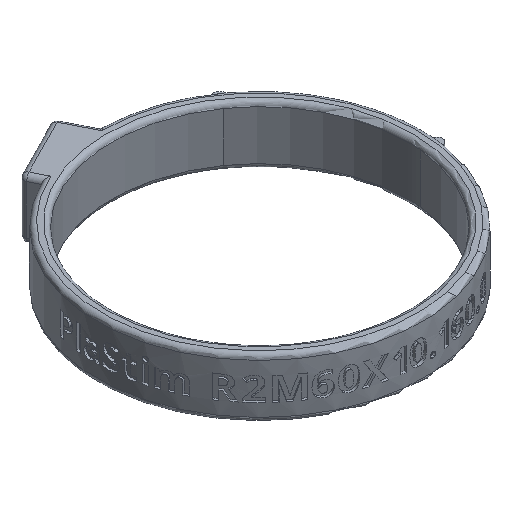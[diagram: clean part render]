
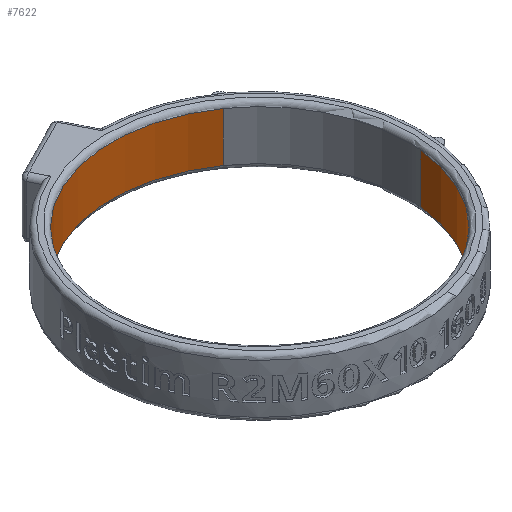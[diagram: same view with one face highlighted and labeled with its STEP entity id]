
A CAD part, isometric view. The second image highlights one B-rep face of the part: STEP entity #7622.
In plain terms, the highlighted cylindrical face has radius 30 mm (diameter 60 mm), a partial arc.
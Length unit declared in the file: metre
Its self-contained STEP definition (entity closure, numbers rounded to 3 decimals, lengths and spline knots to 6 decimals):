
#771=CYLINDRICAL_SURFACE('',#8108,0.03);
#866=CIRCLE('',#8103,0.03);
#869=CIRCLE('',#8107,0.03);
#1046=ORIENTED_EDGE('',*,*,#3461,.T.);
#1047=ORIENTED_EDGE('',*,*,#3470,.T.);
#1048=ORIENTED_EDGE('',*,*,#3468,.F.);
#1049=ORIENTED_EDGE('',*,*,#3471,.F.);
#3461=EDGE_CURVE('',#4671,#4673,#866,.T.);
#3468=EDGE_CURVE('',#4680,#4681,#869,.T.);
#3470=EDGE_CURVE('',#4673,#4681,#5474,.T.);
#3471=EDGE_CURVE('',#4671,#4680,#5475,.T.);
#4671=VERTEX_POINT('',#10079);
#4673=VERTEX_POINT('',#10083);
#4680=VERTEX_POINT('',#10098);
#4681=VERTEX_POINT('',#10100);
#5474=LINE('',#10103,#5975);
#5475=LINE('',#10104,#5976);
#5975=VECTOR('',#8618,1.);
#5976=VECTOR('',#8619,1.);
#6470=EDGE_LOOP('',(#1046,#1047,#1048,#1049));
#6972=FACE_BOUND('',#6470,.T.);
#7622=ADVANCED_FACE('',(#6972),#771,.F.);
#8103=AXIS2_PLACEMENT_3D('',#10084,#8601,#8602);
#8107=AXIS2_PLACEMENT_3D('',#10099,#8613,#8614);
#8108=AXIS2_PLACEMENT_3D('',#10102,#8616,#8617);
#8601=DIRECTION('',(0.,0.,1.));
#8602=DIRECTION('',(1.,0.,0.));
#8613=DIRECTION('',(0.,0.,1.));
#8614=DIRECTION('',(1.,0.,0.));
#8616=DIRECTION('',(0.,0.,-1.));
#8617=DIRECTION('',(-1.,0.,0.));
#8618=DIRECTION('',(0.,0.,-1.));
#8619=DIRECTION('',(0.,0.,-1.));
#10079=CARTESIAN_POINT('',(0.017207,0.024575,0.005));
#10083=CARTESIAN_POINT('',(0.029886,-0.002615,0.005));
#10084=CARTESIAN_POINT('',(0.,0.,0.005));
#10098=CARTESIAN_POINT('',(0.017207,0.024575,-0.005));
#10099=CARTESIAN_POINT('',(0.,0.,-0.005));
#10100=CARTESIAN_POINT('',(0.029886,-0.002615,-0.005));
#10102=CARTESIAN_POINT('',(0.,0.,0.005));
#10103=CARTESIAN_POINT('',(0.029886,-0.002615,0.005));
#10104=CARTESIAN_POINT('',(0.017207,0.024575,0.005));
